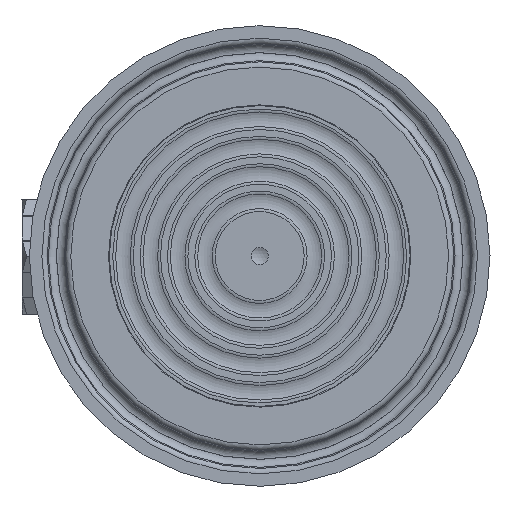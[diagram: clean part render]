
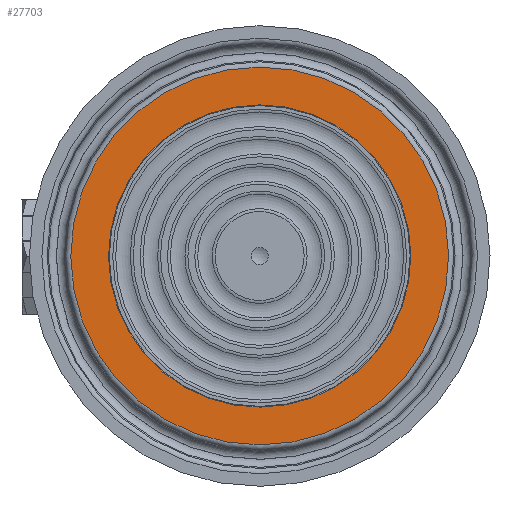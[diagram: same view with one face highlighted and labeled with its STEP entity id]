
A CAD part, left-side view. The second image highlights one B-rep face of the part: STEP entity #27703.
In plain terms, the highlighted planar face has unit normal (-1, 0, 0).
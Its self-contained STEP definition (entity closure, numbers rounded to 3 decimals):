
#561=FACE_BOUND('',#4925,.T.);
#1767=PLANE('',#29338);
#3287=FACE_OUTER_BOUND('',#4924,.T.);
#4924=EDGE_LOOP('',(#25810));
#4925=EDGE_LOOP('',(#25811));
#5515=CIRCLE('',#29335,21.);
#5517=CIRCLE('',#29339,26.242);
#13536=VERTEX_POINT('',#71266);
#13538=VERTEX_POINT('',#71273);
#17638=EDGE_CURVE('',#13536,#13536,#5515,.T.);
#17641=EDGE_CURVE('',#13538,#13538,#5517,.T.);
#25810=ORIENTED_EDGE('',*,*,#17641,.F.);
#25811=ORIENTED_EDGE('',*,*,#17638,.T.);
#27703=ADVANCED_FACE('',(#3287,#561),#1767,.T.);
#29335=AXIS2_PLACEMENT_3D('',#71267,#34381,#34382);
#29338=AXIS2_PLACEMENT_3D('',#71272,#34388,#34389);
#29339=AXIS2_PLACEMENT_3D('',#71274,#34390,#34391);
#34381=DIRECTION('center_axis',(1.,0.,0.));
#34382=DIRECTION('ref_axis',(0.,1.,0.));
#34388=DIRECTION('center_axis',(-1.,0.,0.));
#34389=DIRECTION('ref_axis',(0.,0.,1.));
#34390=DIRECTION('center_axis',(1.,0.,0.));
#34391=DIRECTION('ref_axis',(0.,0.,-1.));
#71266=CARTESIAN_POINT('',(0.,-21.,0.));
#71267=CARTESIAN_POINT('Origin',(0.,0.,
0.));
#71272=CARTESIAN_POINT('Origin',(0.,26.242,
0.));
#71273=CARTESIAN_POINT('',(0.,0.,
26.242));
#71274=CARTESIAN_POINT('Origin',(0.,0.,
0.));
